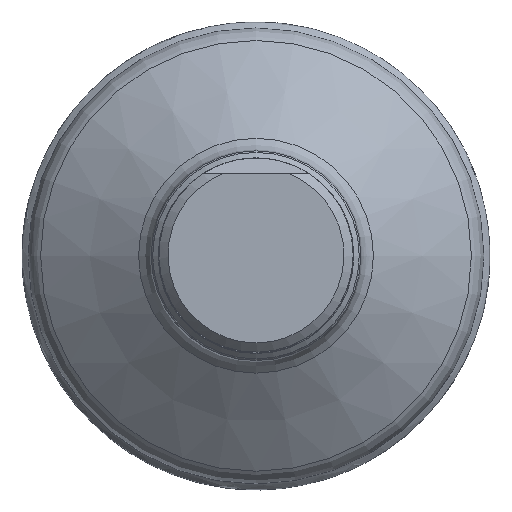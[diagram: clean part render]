
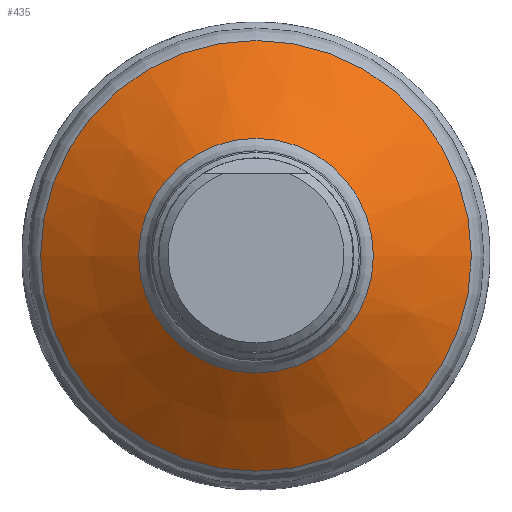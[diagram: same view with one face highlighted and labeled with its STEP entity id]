
A CAD part, top view. The second image highlights one B-rep face of the part: STEP entity #435.
In plain terms, the highlighted conical face has half-angle 53.952 degrees and reference radius 37.25 mm.
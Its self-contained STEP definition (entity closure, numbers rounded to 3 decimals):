
#145=CONICAL_SURFACE('',#689,37.25,53.952);
#185=EDGE_LOOP('',(#248));
#186=EDGE_LOOP('',(#249));
#248=ORIENTED_EDGE('',*,*,#349,.T.);
#249=ORIENTED_EDGE('',*,*,#350,.T.);
#349=EDGE_CURVE('',#532,#532,#400,.T.);
#350=EDGE_CURVE('',#533,#533,#401,.T.);
#400=CIRCLE('',#687,35.192);
#401=CIRCLE('',#688,19.183);
#435=ADVANCED_FACE('SU_5',(#480,#481),#145,.T.);
#480=FACE_BOUND('',#185,.T.);
#481=FACE_BOUND('',#186,.T.);
#532=VERTEX_POINT('',#8105);
#533=VERTEX_POINT('',#8107);
#687=AXIS2_PLACEMENT_3D('',#8104,#799,#800);
#688=AXIS2_PLACEMENT_3D('',#8106,#801,#802);
#689=AXIS2_PLACEMENT_3D('',#8108,#803,#804);
#799=DIRECTION('',(0.,0.,1.));
#800=DIRECTION('',(1.,0.,0.));
#801=DIRECTION('',(0.,0.,-1.));
#802=DIRECTION('',(-1.,0.,0.));
#803=DIRECTION('',(0.,0.,-1.));
#804=DIRECTION('',(-1.,0.,0.));
#8104=CARTESIAN_POINT('',(0.,0.,-81.913));
#8105=CARTESIAN_POINT('',(35.192,0.,-81.913));
#8106=CARTESIAN_POINT('',(0.,0.,-70.261));
#8107=CARTESIAN_POINT('',(-19.183,0.,-70.261));
#8108=CARTESIAN_POINT('',(0.,0.,-83.411));
